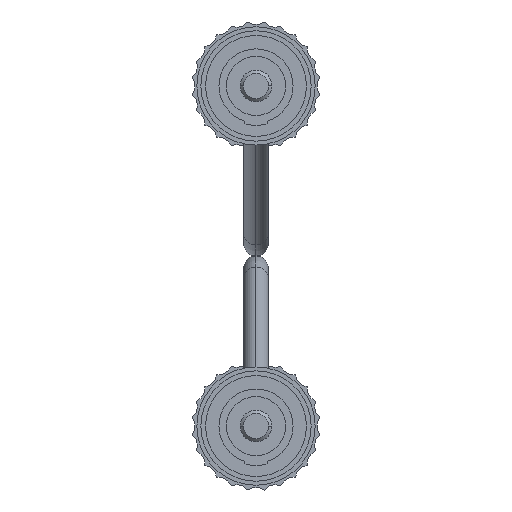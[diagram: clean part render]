
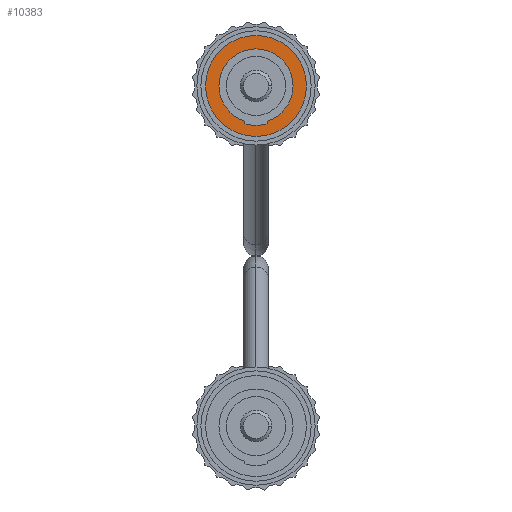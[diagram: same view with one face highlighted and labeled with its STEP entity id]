
A CAD part, left-side view. The second image highlights one B-rep face of the part: STEP entity #10383.
In plain terms, the highlighted face is planar.
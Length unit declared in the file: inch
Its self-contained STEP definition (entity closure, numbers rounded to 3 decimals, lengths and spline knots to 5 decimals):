
#73 = EDGE_CURVE ( 'NONE', #4699, #4662, #13779, .T. ) ;
#194 = DIRECTION ( 'NONE',  ( 0., 1., 0. ) ) ;
#267 = CARTESIAN_POINT ( 'NONE',  ( 0., 0.185, 0. ) ) ;
#331 = ORIENTED_EDGE ( 'NONE', *, *, #6085, .T. ) ;
#594 = CARTESIAN_POINT ( 'NONE',  ( 0., 0.185, 0. ) ) ;
#617 = ORIENTED_EDGE ( 'NONE', *, *, #73, .F. ) ;
#986 = CARTESIAN_POINT ( 'NONE',  ( -0.11217, 0.185, 0.035 ) ) ;
#1319 = AXIS2_PLACEMENT_3D ( 'NONE', #14234, #194, #15584 ) ;
#1526 = DIRECTION ( 'NONE',  ( 0., 0., 1. ) ) ;
#1700 = DIRECTION ( 'NONE',  ( 0., 0., 1. ) ) ;
#1765 = FACE_BOUND ( 'NONE', #11467, .T. ) ;
#2195 = EDGE_CURVE ( 'NONE', #14809, #4699, #7363, .T. ) ;
#2407 = AXIS2_PLACEMENT_3D ( 'NONE', #9699, #11366, #7495 ) ;
#2475 = VERTEX_POINT ( 'NONE', #986 ) ;
#2585 = CARTESIAN_POINT ( 'NONE',  ( -0.12, 0.185, 0.035 ) ) ;
#2817 = DIRECTION ( 'NONE',  ( 0., 0., 1. ) ) ;
#3003 = CARTESIAN_POINT ( 'NONE',  ( 0., 0.185, 0. ) ) ;
#3004 = ORIENTED_EDGE ( 'NONE', *, *, #6864, .T. ) ;
#3234 = DIRECTION ( 'NONE',  ( 0., 1., 0. ) ) ;
#3336 = AXIS2_PLACEMENT_3D ( 'NONE', #12033, #14197, #2817 ) ;
#3778 = ORIENTED_EDGE ( 'NONE', *, *, #7207, .F. ) ;
#3792 = ORIENTED_EDGE ( 'NONE', *, *, #5035, .F. ) ;
#4030 = CARTESIAN_POINT ( 'NONE',  ( 0., 0.185, 0.1175 ) ) ;
#4106 = VERTEX_POINT ( 'NONE', #4030 ) ;
#4248 = PLANE ( 'NONE',  #6881 ) ;
#4513 = VECTOR ( 'NONE', #14996, 39.37008 ) ;
#4662 = VERTEX_POINT ( 'NONE', #16453 ) ;
#4699 = VERTEX_POINT ( 'NONE', #11432 ) ;
#5035 = EDGE_CURVE ( 'NONE', #2475, #4106, #5269, .T. ) ;
#5181 = VERTEX_POINT ( 'NONE', #2585 ) ;
#5269 = CIRCLE ( 'NONE', #1319, 0.1175 ) ;
#5461 = CIRCLE ( 'NONE', #3336, 0.125 ) ;
#5566 = DIRECTION ( 'NONE',  ( 0., 1., 0. ) ) ;
#5579 = VERTEX_POINT ( 'NONE', #7561 ) ;
#5647 = DIRECTION ( 'NONE',  ( 0., 1., 0. ) ) ;
#5953 = CIRCLE ( 'NONE', #8882, 0.16 ) ;
#5980 = CARTESIAN_POINT ( 'NONE',  ( -0.11217, 0.185, -0.035 ) ) ;
#6085 = EDGE_CURVE ( 'NONE', #14754, #5579, #5953, .T. ) ;
#6247 = AXIS2_PLACEMENT_3D ( 'NONE', #267, #5647, #1526 ) ;
#6334 = LINE ( 'NONE', #8923, #4513 ) ;
#6823 = VECTOR ( 'NONE', #12546, 39.37008 ) ;
#6864 = EDGE_CURVE ( 'NONE', #5579, #14754, #15897, .T. ) ;
#6881 = AXIS2_PLACEMENT_3D ( 'NONE', #594, #5566, #8219 ) ;
#7207 = EDGE_CURVE ( 'NONE', #4662, #5181, #5461, .T. ) ;
#7363 = CIRCLE ( 'NONE', #16468, 0.1175 ) ;
#7495 = DIRECTION ( 'NONE',  ( 0., 0., 1. ) ) ;
#7561 = CARTESIAN_POINT ( 'NONE',  ( 0., 0.185, 0.16 ) ) ;
#8219 = DIRECTION ( 'NONE',  ( 0., 0., 1. ) ) ;
#8698 = EDGE_LOOP ( 'NONE', ( #3004, #331 ) ) ;
#8882 = AXIS2_PLACEMENT_3D ( 'NONE', #14610, #3234, #11095 ) ;
#8923 = CARTESIAN_POINT ( 'NONE',  ( -0.11217, 0.185, 0.035 ) ) ;
#9603 = DIRECTION ( 'NONE',  ( 0., 1., 0. ) ) ;
#9699 = CARTESIAN_POINT ( 'NONE',  ( 0., 0.185, 0. ) ) ;
#10289 = CARTESIAN_POINT ( 'NONE',  ( 0., 0.185, -0.1175 ) ) ;
#10383 = ADVANCED_FACE ( 'NONE', ( #12204, #1765 ), #4248, .T. ) ;
#11073 = ORIENTED_EDGE ( 'NONE', *, *, #14036, .F. ) ;
#11095 = DIRECTION ( 'NONE',  ( 0., 0., 1. ) ) ;
#11366 = DIRECTION ( 'NONE',  ( 0., 1., 0. ) ) ;
#11432 = CARTESIAN_POINT ( 'NONE',  ( -0.11217, 0.185, -0.035 ) ) ;
#11467 = EDGE_LOOP ( 'NONE', ( #617, #13545, #11827, #3792, #11073, #3778 ) ) ;
#11550 = CARTESIAN_POINT ( 'NONE',  ( 0., 0.185, -0.16 ) ) ;
#11827 = ORIENTED_EDGE ( 'NONE', *, *, #15554, .F. ) ;
#12033 = CARTESIAN_POINT ( 'NONE',  ( 0., 0.185, 0. ) ) ;
#12204 = FACE_OUTER_BOUND ( 'NONE', #8698, .T. ) ;
#12546 = DIRECTION ( 'NONE',  ( -1., 0., 0. ) ) ;
#13358 = CIRCLE ( 'NONE', #2407, 0.1175 ) ;
#13545 = ORIENTED_EDGE ( 'NONE', *, *, #2195, .F. ) ;
#13779 = LINE ( 'NONE', #5980, #6823 ) ;
#14036 = EDGE_CURVE ( 'NONE', #5181, #2475, #6334, .T. ) ;
#14197 = DIRECTION ( 'NONE',  ( 0., 1., 0. ) ) ;
#14234 = CARTESIAN_POINT ( 'NONE',  ( 0., 0.185, 0. ) ) ;
#14610 = CARTESIAN_POINT ( 'NONE',  ( 0., 0.185, 0. ) ) ;
#14754 = VERTEX_POINT ( 'NONE', #11550 ) ;
#14809 = VERTEX_POINT ( 'NONE', #10289 ) ;
#14996 = DIRECTION ( 'NONE',  ( 1., 0., 0. ) ) ;
#15554 = EDGE_CURVE ( 'NONE', #4106, #14809, #13358, .T. ) ;
#15584 = DIRECTION ( 'NONE',  ( 0., 0., 1. ) ) ;
#15897 = CIRCLE ( 'NONE', #6247, 0.16 ) ;
#16453 = CARTESIAN_POINT ( 'NONE',  ( -0.12, 0.185, -0.035 ) ) ;
#16468 = AXIS2_PLACEMENT_3D ( 'NONE', #3003, #9603, #1700 ) ;
